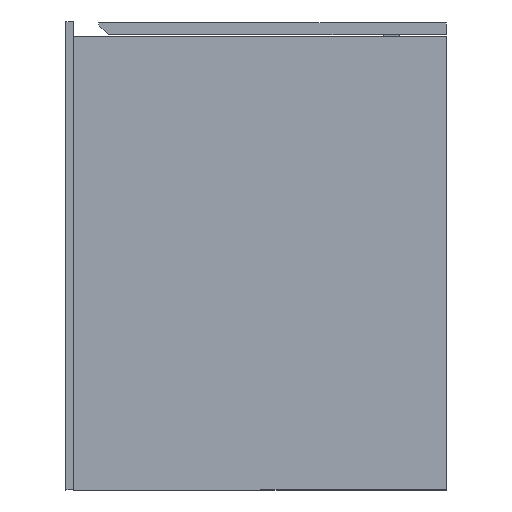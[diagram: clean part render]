
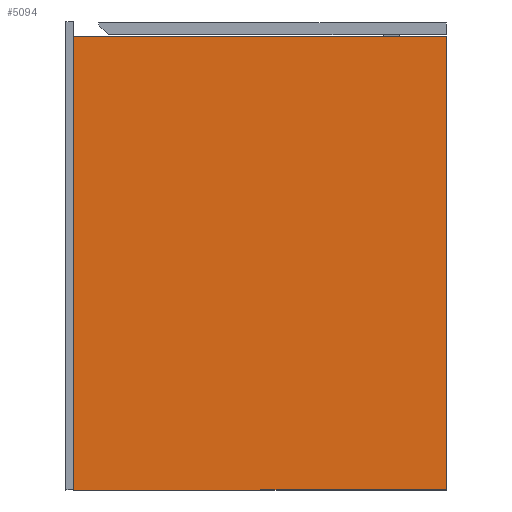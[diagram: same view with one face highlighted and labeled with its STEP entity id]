
A CAD part, left-side view. The second image highlights one B-rep face of the part: STEP entity #5094.
In plain terms, the highlighted planar face has unit normal (-1, 0, 0).
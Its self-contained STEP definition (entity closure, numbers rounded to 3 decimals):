
#123 = LINE ( 'NONE', #8121, #6906 ) ;
#329 = VERTEX_POINT ( 'NONE', #11599 ) ;
#428 = EDGE_CURVE ( 'NONE', #9145, #4121, #1508, .T. ) ;
#698 = PLANE ( 'NONE',  #6900 ) ;
#1283 = CARTESIAN_POINT ( 'NONE',  ( 2., 0., -470. ) ) ;
#1447 = LINE ( 'NONE', #5187, #10863 ) ;
#1508 = LINE ( 'NONE', #1283, #11913 ) ;
#1582 = EDGE_LOOP ( 'NONE', ( #6316, #6604, #2649, #9173 ) ) ;
#2563 = VECTOR ( 'NONE', #3250, 1000. ) ;
#2649 = ORIENTED_EDGE ( 'NONE', *, *, #428, .T. ) ;
#2677 = EDGE_CURVE ( 'NONE', #329, #10367, #4337, .T. ) ;
#2752 = CARTESIAN_POINT ( 'NONE',  ( 2., 0., -470. ) ) ;
#3250 = DIRECTION ( 'NONE',  ( 0., 0., 1. ) ) ;
#3479 = EDGE_CURVE ( 'NONE', #329, #9145, #1447, .T. ) ;
#4121 = VERTEX_POINT ( 'NONE', #8246 ) ;
#4156 = CARTESIAN_POINT ( 'NONE',  ( 2., 374., -470. ) ) ;
#4337 = LINE ( 'NONE', #4156, #2563 ) ;
#4400 = DIRECTION ( 'NONE',  ( 0., 0., -1. ) ) ;
#5094 = ADVANCED_FACE ( 'NONE', ( #9229 ), #698, .F. ) ;
#5145 = CARTESIAN_POINT ( 'NONE',  ( 2., 374., -15. ) ) ;
#5187 = CARTESIAN_POINT ( 'NONE',  ( 2., 829.397, -470. ) ) ;
#5740 = EDGE_CURVE ( 'NONE', #10367, #4121, #123, .T. ) ;
#6196 = DIRECTION ( 'NONE',  ( 1., 0., 0. ) ) ;
#6316 = ORIENTED_EDGE ( 'NONE', *, *, #2677, .F. ) ;
#6442 = CARTESIAN_POINT ( 'NONE',  ( 2., 829.397, -470. ) ) ;
#6604 = ORIENTED_EDGE ( 'NONE', *, *, #3479, .T. ) ;
#6900 = AXIS2_PLACEMENT_3D ( 'NONE', #6442, #6196, #4400 ) ;
#6906 = VECTOR ( 'NONE', #11805, 1000. ) ;
#8121 = CARTESIAN_POINT ( 'NONE',  ( 2., 829.397, -15. ) ) ;
#8246 = CARTESIAN_POINT ( 'NONE',  ( 2., 0., -15. ) ) ;
#9145 = VERTEX_POINT ( 'NONE', #2752 ) ;
#9173 = ORIENTED_EDGE ( 'NONE', *, *, #5740, .F. ) ;
#9229 = FACE_OUTER_BOUND ( 'NONE', #1582, .T. ) ;
#10367 = VERTEX_POINT ( 'NONE', #5145 ) ;
#10746 = DIRECTION ( 'NONE',  ( 0., -1., 0. ) ) ;
#10863 = VECTOR ( 'NONE', #10746, 1000. ) ;
#11428 = DIRECTION ( 'NONE',  ( 0., 0., 1. ) ) ;
#11599 = CARTESIAN_POINT ( 'NONE',  ( 2., 374., -470. ) ) ;
#11805 = DIRECTION ( 'NONE',  ( 0., -1., 0. ) ) ;
#11913 = VECTOR ( 'NONE', #11428, 1000. ) ;
